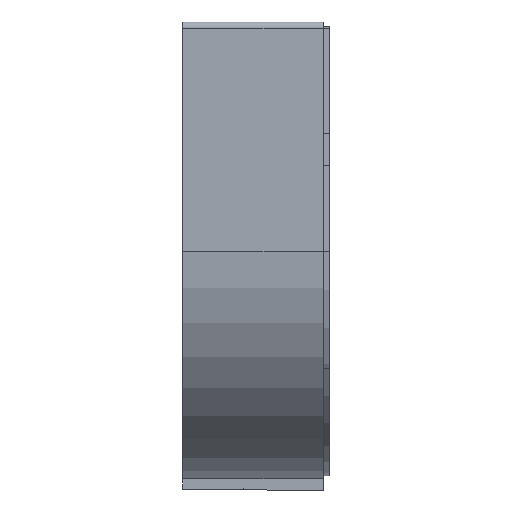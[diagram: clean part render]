
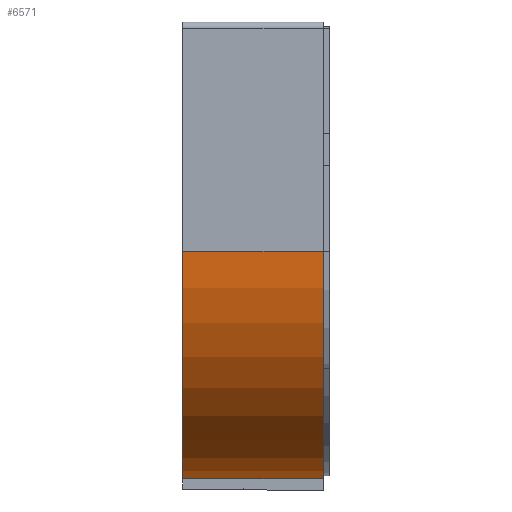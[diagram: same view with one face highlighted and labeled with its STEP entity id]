
A CAD part, left-side view. The second image highlights one B-rep face of the part: STEP entity #6571.
In plain terms, the highlighted cylindrical face has radius 114.3 mm (diameter 228.6 mm), a partial arc.
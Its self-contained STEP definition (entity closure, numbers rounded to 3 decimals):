
#84=CYLINDRICAL_SURFACE('',#6985,114.3);
#352=CIRCLE('',#6983,114.3);
#353=CIRCLE('',#6986,114.3);
#667=FACE_OUTER_BOUND('',#1027,.T.);
#1027=EDGE_LOOP('',(#4887,#4888,#4889,#4890));
#1614=LINE('',#10045,#2288);
#1618=LINE('',#10066,#2292);
#2288=VECTOR('',#8071,10.);
#2292=VECTOR('',#8077,10.);
#2929=VERTEX_POINT('',#10001);
#2930=VERTEX_POINT('',#10003);
#2936=VERTEX_POINT('',#10044);
#2940=VERTEX_POINT('',#10065);
#3680=EDGE_CURVE('',#2930,#2929,#352,.T.);
#3687=EDGE_CURVE('',#2936,#2930,#1614,.T.);
#3692=EDGE_CURVE('',#2929,#2940,#1618,.T.);
#3693=EDGE_CURVE('',#2936,#2940,#353,.T.);
#4887=ORIENTED_EDGE('',*,*,#3680,.T.);
#4888=ORIENTED_EDGE('',*,*,#3692,.T.);
#4889=ORIENTED_EDGE('',*,*,#3693,.F.);
#4890=ORIENTED_EDGE('',*,*,#3687,.T.);
#6571=ADVANCED_FACE('',(#667),#84,.T.);
#6983=AXIS2_PLACEMENT_3D('',#10004,#8064,#8065);
#6985=AXIS2_PLACEMENT_3D('',#10064,#8075,#8076);
#6986=AXIS2_PLACEMENT_3D('',#10067,#8078,#8079);
#8064=DIRECTION('center_axis',(0.,1.,0.));
#8065=DIRECTION('ref_axis',(1.,0.,0.));
#8071=DIRECTION('',(0.,-1.,0.));
#8075=DIRECTION('center_axis',(0.,-1.,0.));
#8076=DIRECTION('ref_axis',(1.,0.,0.));
#8077=DIRECTION('',(0.,1.,0.));
#8078=DIRECTION('center_axis',(0.,1.,0.));
#8079=DIRECTION('ref_axis',(-0.131,0.,-0.991));
#10001=CARTESIAN_POINT('',(-114.3,-83.2,-0.029));
#10003=CARTESIAN_POINT('',(-15.,-83.2,-113.311));
#10004=CARTESIAN_POINT('Origin',(0.,-83.2,0.));
#10044=CARTESIAN_POINT('',(-15.,-13.35,-113.311));
#10045=CARTESIAN_POINT('',(-15.,-10.,-113.311));
#10064=CARTESIAN_POINT('Origin',(0.,-10.,0.));
#10065=CARTESIAN_POINT('',(-114.3,-13.35,-0.029));
#10066=CARTESIAN_POINT('',(-114.3,-16.35,-0.029));
#10067=CARTESIAN_POINT('Origin',(0.,-13.35,0.));
